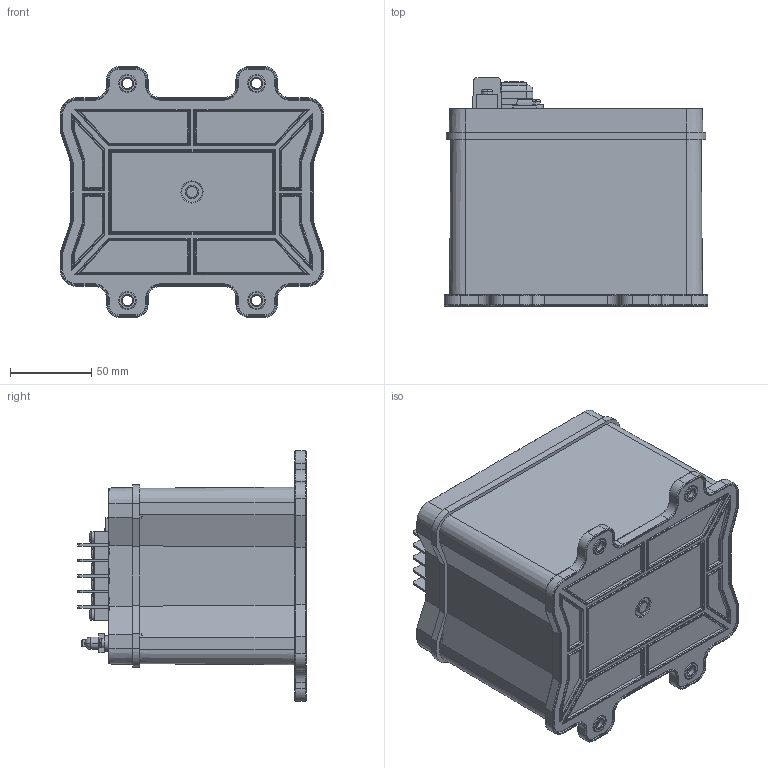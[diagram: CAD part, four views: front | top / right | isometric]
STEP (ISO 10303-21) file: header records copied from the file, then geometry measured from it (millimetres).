
FILE_DESCRIPTION (( 'STEP AP214' ), '1' );
FILE_NAME ('New Lid assy.STEP', '2019-11-21T21:05:06', ( '' ), ( '' ), 'SwSTEP 2.0', 'SolidWorks 2016', '' );
FILE_SCHEMA (( 'AUTOMOTIVE_DESIGN' ));
Length unit declared in the file: inch
Products named in the file (11): terminal strip; RockerSwitch; screw; screw 4; New Lid; Box; fuse1; New Lid assy; screw 6; cliplite; LED
Assembly tree (17 placements, depth 2):
  New Lid assy
    New Lid
    fuse1
    cliplite  x2
    terminal strip
    LED  x2
    RockerSwitch
    screw  x4
    screw 4  x2
    screw 6  x2
    Box
Bounding box: 161.93 x 140.06 x 153.92 mm (x, y, z)
Volume: 360412.7 mm3; surface area: 217608.4 mm2
Topology: 18 solids, 18 shells, 3235 faces, 8651 edges, 5602 vertices
Faces by surface type: plane 1502, bspline 792, cylinder 667, torus 160, cone 92, sphere 22
Entity records: 114288 total; most frequent: CARTESIAN_POINT 45832, ORIENTED_EDGE 15522, DIRECTION 11263, EDGE_CURVE 7761, VERTEX_POINT 5027, VECTOR 4857, LINE 4857, AXIS2_PLACEMENT_3D 3203
